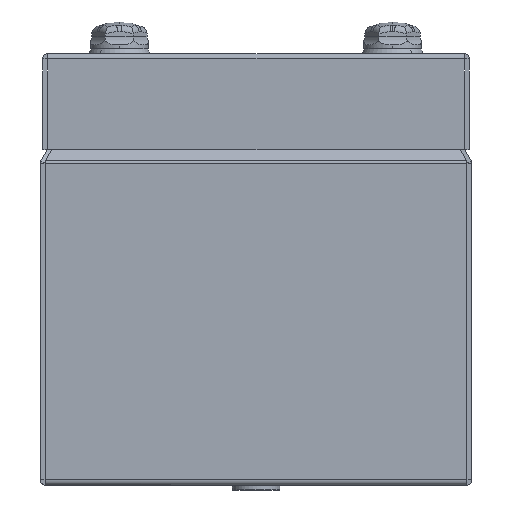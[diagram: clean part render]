
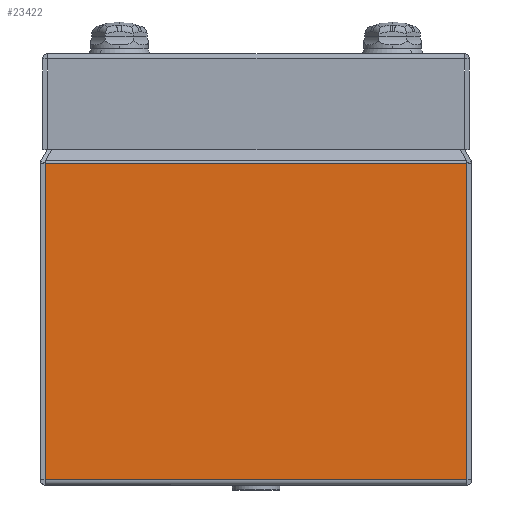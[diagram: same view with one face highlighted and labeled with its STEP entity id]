
A CAD part, front view. The second image highlights one B-rep face of the part: STEP entity #23422.
In plain terms, the highlighted planar face has unit normal (0, -1, 0).
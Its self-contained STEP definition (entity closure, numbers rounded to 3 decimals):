
#4779 = DIRECTION ( 'NONE',  ( -1., 0., 0. ) ) ;
#6029 = VERTEX_POINT ( 'NONE', #29546 ) ;
#6784 = DIRECTION ( 'NONE',  ( -1., 0., 0. ) ) ;
#7444 = EDGE_CURVE ( 'NONE', #34766, #6029, #11527, .T. ) ;
#9523 = CARTESIAN_POINT ( 'NONE',  ( 745., -70., 1.1 ) ) ;
#10808 = EDGE_CURVE ( 'NONE', #30331, #34766, #30451, .T. ) ;
#11490 = ORIENTED_EDGE ( 'NONE', *, *, #7444, .F. ) ;
#11527 = LINE ( 'NONE', #38504, #19861 ) ;
#11875 = CARTESIAN_POINT ( 'NONE',  ( 745., -70., 67.086 ) ) ;
#13574 = ORIENTED_EDGE ( 'NONE', *, *, #10808, .F. ) ;
#17309 = FACE_OUTER_BOUND ( 'NONE', #28826, .T. ) ;
#19739 = VERTEX_POINT ( 'NONE', #32641 ) ;
#19861 = VECTOR ( 'NONE', #35773, 1000. ) ;
#22528 = AXIS2_PLACEMENT_3D ( 'NONE', #26083, #23346, #4779 ) ;
#23346 = DIRECTION ( 'NONE',  ( 0., 1., 0. ) ) ;
#23422 = ADVANCED_FACE ( 'NONE', ( #17309 ), #31591, .F. ) ;
#23980 = LINE ( 'NONE', #11875, #24707 ) ;
#24465 = VECTOR ( 'NONE', #26036, 1000. ) ;
#24681 = EDGE_CURVE ( 'NONE', #19739, #6029, #23980, .T. ) ;
#24707 = VECTOR ( 'NONE', #26724, 1000. ) ;
#26036 = DIRECTION ( 'NONE',  ( 0., 0., -1. ) ) ;
#26083 = CARTESIAN_POINT ( 'NONE',  ( 745., -70., 67.086 ) ) ;
#26564 = CARTESIAN_POINT ( 'NONE',  ( 43.929, -70., 1.1 ) ) ;
#26724 = DIRECTION ( 'NONE',  ( -1., 0., 0. ) ) ;
#26927 = CARTESIAN_POINT ( 'NONE',  ( -43.929, -70., 1.1 ) ) ;
#28826 = EDGE_LOOP ( 'NONE', ( #11490, #13574, #31326, #32238 ) ) ;
#28999 = CARTESIAN_POINT ( 'NONE',  ( 43.929, -70., 67.086 ) ) ;
#29183 = LINE ( 'NONE', #28999, #24465 ) ;
#29546 = CARTESIAN_POINT ( 'NONE',  ( -43.929, -70., 67.086 ) ) ;
#30331 = VERTEX_POINT ( 'NONE', #26564 ) ;
#30451 = LINE ( 'NONE', #9523, #33737 ) ;
#31326 = ORIENTED_EDGE ( 'NONE', *, *, #34462, .F. ) ;
#31591 = PLANE ( 'NONE',  #22528 ) ;
#32238 = ORIENTED_EDGE ( 'NONE', *, *, #24681, .T. ) ;
#32641 = CARTESIAN_POINT ( 'NONE',  ( 43.929, -70., 67.086 ) ) ;
#33737 = VECTOR ( 'NONE', #6784, 1000. ) ;
#34462 = EDGE_CURVE ( 'NONE', #19739, #30331, #29183, .T. ) ;
#34766 = VERTEX_POINT ( 'NONE', #26927 ) ;
#35773 = DIRECTION ( 'NONE',  ( 0., 0., 1. ) ) ;
#38504 = CARTESIAN_POINT ( 'NONE',  ( -43.929, -70., 67.086 ) ) ;
